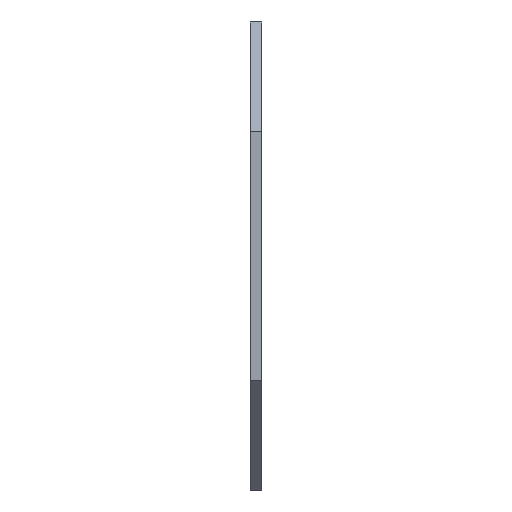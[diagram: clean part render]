
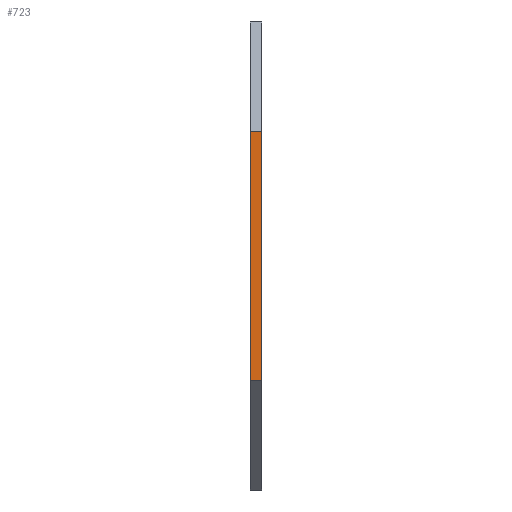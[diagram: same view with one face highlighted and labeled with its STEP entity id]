
A CAD part, left-side view. The second image highlights one B-rep face of the part: STEP entity #723.
In plain terms, the highlighted planar face has unit normal (-1, 0, 0).
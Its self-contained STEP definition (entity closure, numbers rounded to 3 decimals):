
#2 = EDGE_CURVE ( 'NONE', #348, #175, #620, .T. ) ;
#11 = DIRECTION ( 'NONE',  ( 0., -1., 0. ) ) ;
#57 = FACE_OUTER_BOUND ( 'NONE', #386, .T. ) ;
#72 = CARTESIAN_POINT ( 'NONE',  ( 0., 0., -15.5 ) ) ;
#78 = VECTOR ( 'NONE', #11, 1000. ) ;
#126 = VERTEX_POINT ( 'NONE', #649 ) ;
#175 = VERTEX_POINT ( 'NONE', #377 ) ;
#182 = EDGE_CURVE ( 'NONE', #175, #722, #315, .T. ) ;
#228 = CARTESIAN_POINT ( 'NONE',  ( 0., 1.6, -15.5 ) ) ;
#230 = VECTOR ( 'NONE', #822, 1000. ) ;
#247 = PLANE ( 'NONE',  #847 ) ;
#308 = LINE ( 'NONE', #572, #512 ) ;
#315 = LINE ( 'NONE', #72, #646 ) ;
#334 = LINE ( 'NONE', #527, #78 ) ;
#348 = VERTEX_POINT ( 'NONE', #414 ) ;
#377 = CARTESIAN_POINT ( 'NONE',  ( 0., 0., -15.5 ) ) ;
#386 = EDGE_LOOP ( 'NONE', ( #540, #490, #666, #510 ) ) ;
#414 = CARTESIAN_POINT ( 'NONE',  ( 0., 1.6, -15.5 ) ) ;
#483 = CARTESIAN_POINT ( 'NONE',  ( 0., 1.6, -15.5 ) ) ;
#488 = DIRECTION ( 'NONE',  ( -1., 0., 0. ) ) ;
#490 = ORIENTED_EDGE ( 'NONE', *, *, #2, .F. ) ;
#510 = ORIENTED_EDGE ( 'NONE', *, *, #698, .T. ) ;
#512 = VECTOR ( 'NONE', #835, 1000. ) ;
#527 = CARTESIAN_POINT ( 'NONE',  ( 0., 1.6, -51. ) ) ;
#540 = ORIENTED_EDGE ( 'NONE', *, *, #182, .F. ) ;
#572 = CARTESIAN_POINT ( 'NONE',  ( 0., 1.6, -15.5 ) ) ;
#583 = EDGE_CURVE ( 'NONE', #348, #126, #308, .T. ) ;
#620 = LINE ( 'NONE', #483, #230 ) ;
#646 = VECTOR ( 'NONE', #703, 1000. ) ;
#649 = CARTESIAN_POINT ( 'NONE',  ( 0., 1.6, -51. ) ) ;
#666 = ORIENTED_EDGE ( 'NONE', *, *, #583, .T. ) ;
#698 = EDGE_CURVE ( 'NONE', #126, #722, #334, .T. ) ;
#703 = DIRECTION ( 'NONE',  ( 0., 0., -1. ) ) ;
#722 = VERTEX_POINT ( 'NONE', #836 ) ;
#723 = ADVANCED_FACE ( 'NONE', ( #57 ), #247, .T. ) ;
#765 = DIRECTION ( 'NONE',  ( 0., 0., 1. ) ) ;
#822 = DIRECTION ( 'NONE',  ( 0., -1., 0. ) ) ;
#835 = DIRECTION ( 'NONE',  ( 0., 0., -1. ) ) ;
#836 = CARTESIAN_POINT ( 'NONE',  ( 0., 0., -51. ) ) ;
#847 = AXIS2_PLACEMENT_3D ( 'NONE', #228, #488, #765 ) ;
